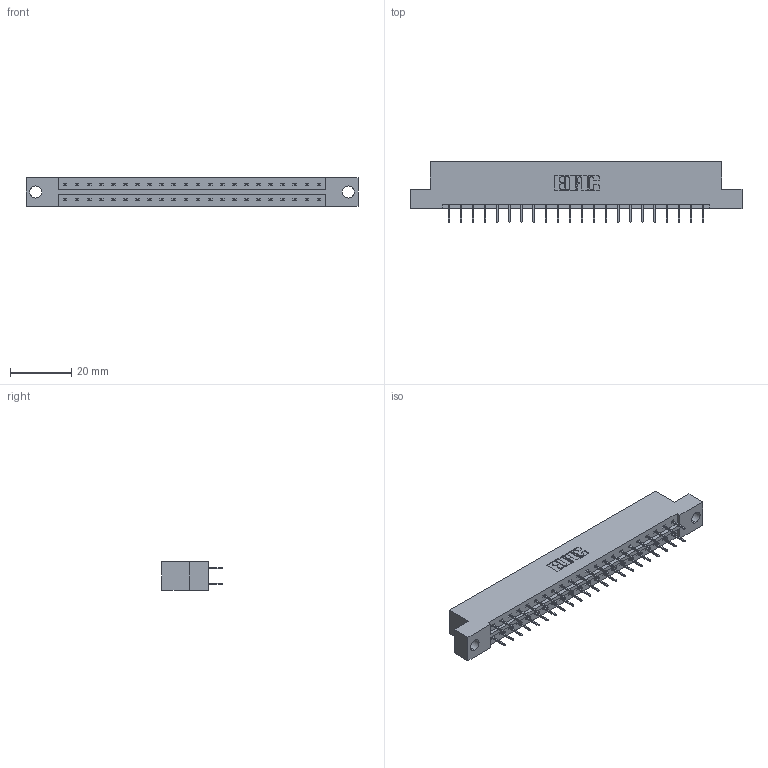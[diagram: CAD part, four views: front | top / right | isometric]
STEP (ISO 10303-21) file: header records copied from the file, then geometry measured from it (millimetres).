
FILE_DESCRIPTION (( 'STEP AP203' ), '1' );
FILE_NAME ('333-044-524-204.STEP', '2018-08-03T21:07:27', ( '' ), ( '' ), 'SwSTEP 2.0', 'SolidWorks 2016', '' );
FILE_SCHEMA (( 'CONFIG_CONTROL_DESIGN' ));
Length unit declared in the file: inch
Products named in the file (3): 333 Part_Flush - .156 Dia - TH; 345-292-001_345-293-124; 333-044-524-204
Assembly tree (45 placements, depth 2):
  333-044-524-204
    333 Part_Flush - .156 Dia - TH
    345-292-001_345-293-124  x44
Bounding box: 108.71 x 19.69 x 9.4 mm (x, y, z)
Volume: 10757.4 mm3; surface area: 12102.6 mm2
Topology: 45 solids, 45 shells, 2578 faces, 7307 edges, 4694 vertices
Faces by surface type: plane 1918, cylinder 660
Entity records: 16817 total; most frequent: CARTESIAN_POINT 2810, ORIENTED_EDGE 2746, DIRECTION 2437, EDGE_CURVE 1373, VECTOR 1249, LINE 1249, VERTEX_POINT 910, AXIS2_PLACEMENT_3D 594
